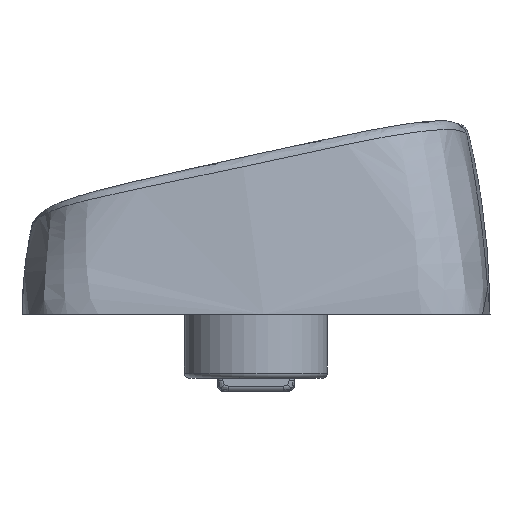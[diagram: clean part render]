
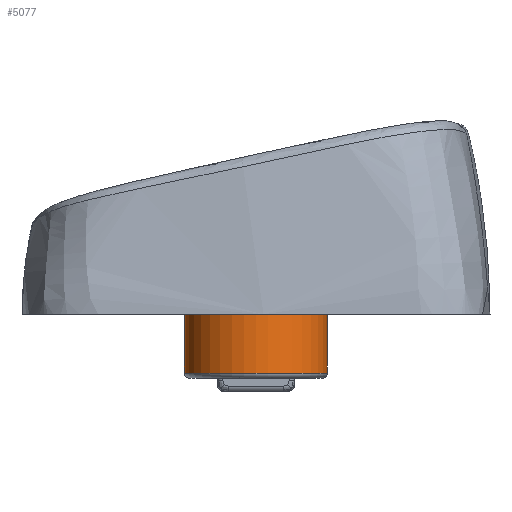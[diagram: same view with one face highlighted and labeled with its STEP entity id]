
A CAD part, left-side view. The second image highlights one B-rep face of the part: STEP entity #5077.
In plain terms, the highlighted cylindrical face has radius 2.75 mm (diameter 5.5 mm), a full revolution.
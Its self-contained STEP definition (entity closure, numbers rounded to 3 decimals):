
#369=LINE('',#12287,#629);
#629=VECTOR('',#6740,2.75);
#745=CYLINDRICAL_SURFACE('',#5576,2.75);
#1005=FACE_OUTER_BOUND('',#1302,.T.);
#1302=EDGE_LOOP('',(#4360,#4361,#4362,#4363,#4364));
#1623=CIRCLE('',#5569,2.75);
#1624=CIRCLE('',#5570,2.75);
#1629=CIRCLE('',#5577,2.75);
#2216=VERTEX_POINT('',#12247);
#2217=VERTEX_POINT('',#12249);
#2234=VERTEX_POINT('',#12286);
#2966=EDGE_CURVE('',#2216,#2217,#1623,.T.);
#2967=EDGE_CURVE('',#2217,#2216,#1624,.T.);
#2984=EDGE_CURVE('',#2217,#2234,#369,.T.);
#2985=EDGE_CURVE('',#2234,#2234,#1629,.T.);
#4360=ORIENTED_EDGE('',*,*,#2967,.F.);
#4361=ORIENTED_EDGE('',*,*,#2984,.T.);
#4362=ORIENTED_EDGE('',*,*,#2985,.F.);
#4363=ORIENTED_EDGE('',*,*,#2984,.F.);
#4364=ORIENTED_EDGE('',*,*,#2966,.F.);
#5077=ADVANCED_FACE('',(#1005),#745,.T.);
#5569=AXIS2_PLACEMENT_3D('',#12250,#6712,#6713);
#5570=AXIS2_PLACEMENT_3D('',#12251,#6714,#6715);
#5576=AXIS2_PLACEMENT_3D('',#12285,#6738,#6739);
#5577=AXIS2_PLACEMENT_3D('',#12288,#6741,#6742);
#6712=DIRECTION('center_axis',(0.,0.,
-1.));
#6713=DIRECTION('ref_axis',(1.,0.,0.));
#6714=DIRECTION('center_axis',(0.,0.,
-1.));
#6715=DIRECTION('ref_axis',(1.,0.,0.));
#6738=DIRECTION('center_axis',(0.,0.,
-1.));
#6739=DIRECTION('ref_axis',(1.,0.,0.));
#6740=DIRECTION('',(0.,0.,1.));
#6741=DIRECTION('center_axis',(0.,0.,
1.));
#6742=DIRECTION('ref_axis',(1.,0.,0.));
#12247=CARTESIAN_POINT('',(-47.25,0.,-3.1));
#12249=CARTESIAN_POINT('',(-52.75,0.,-3.1));
#12250=CARTESIAN_POINT('Origin',(-50.,0.,
-3.1));
#12251=CARTESIAN_POINT('Origin',(-50.,0.,
-3.1));
#12285=CARTESIAN_POINT('Origin',(-50.,0.,
0.));
#12286=CARTESIAN_POINT('',(-52.75,0.,-0.25));
#12287=CARTESIAN_POINT('',(-52.75,0.,0.));
#12288=CARTESIAN_POINT('Origin',(-50.,0.,
-0.25));
